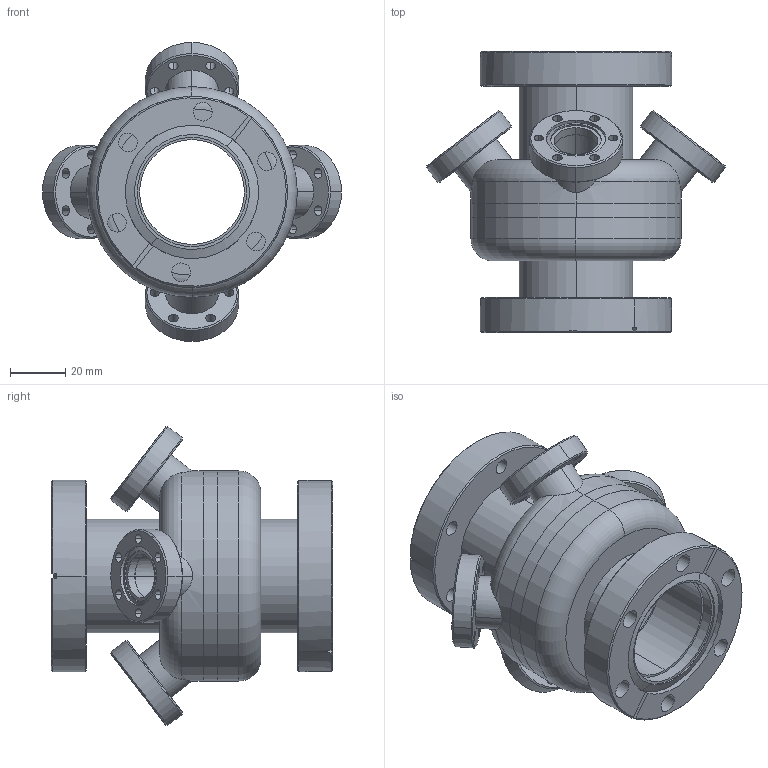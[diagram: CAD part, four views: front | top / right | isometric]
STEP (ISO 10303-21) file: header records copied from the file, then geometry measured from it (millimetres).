
FILE_DESCRIPTION (( 'STEP AP214' ), '1' );
FILE_NAME ('MCMULTI2-4-90, 10002053.STEP', '2018-03-14T18:27:29', ( 'jvatsvog' ), ( 'Microsoft' ), 'SwSTEP 2.0', 'SolidWorks 2017', '' );
FILE_SCHEMA (( 'AUTOMOTIVE_DESIGN' ));
Length unit declared in the file: inch
Products named in the file (1): MCMULTI2-4-90, 10002053
Bounding box: 108.4 x 101.93 x 108.4 mm (x, y, z)
Surface area: 67793.9 mm2 (no closed solid volume)
Topology: 0 solids, 20 shells, 238 faces, 660 edges, 442 vertices
Faces by surface type: cylinder 154, plane 40, cone 36, torus 8
Entity records: 11796 total; most frequent: CARTESIAN_POINT 2319, DIRECTION 1432, ORIENTED_EDGE 1190, EDGE_CURVE 660, AXIS2_PLACEMENT_3D 607, VERTEX_POINT 442, CIRCLE 368, EDGE_LOOP 334
